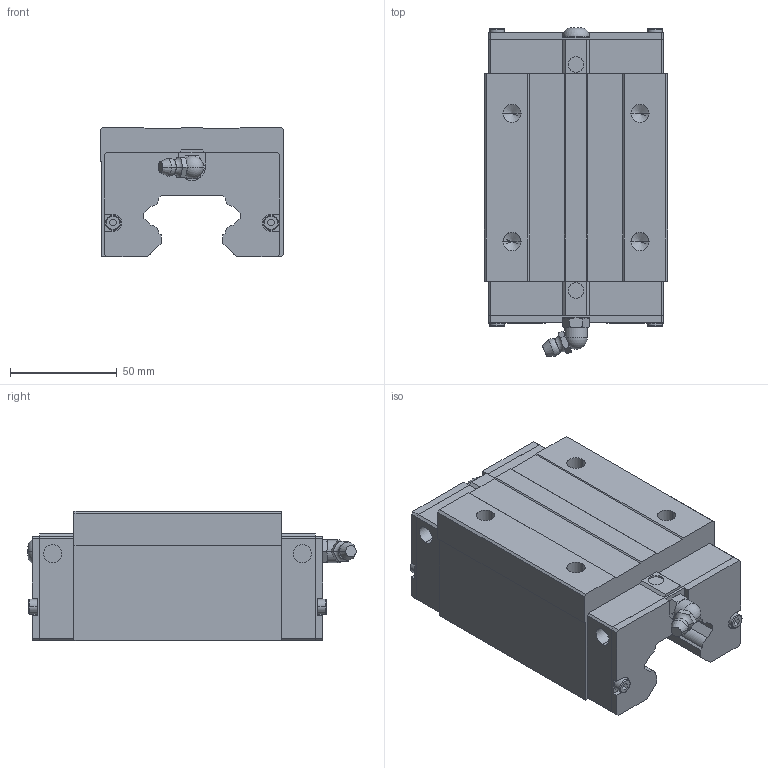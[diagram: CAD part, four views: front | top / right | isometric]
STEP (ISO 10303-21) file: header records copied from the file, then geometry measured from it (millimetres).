
FILE_DESCRIPTION(('STEP AP214'),'1');
FILE_NAME('cctmp_397DF7CC-A633-4DED-A272-7300AD49CD43_2020_4_23_15_48_34_227..stp','2020-04-23T13:48:34',('HIWIN GmbH'),('CADClick - www.CADClick.com'),'Spatial InterOp 3D',' ','unknown authorization');
FILE_SCHEMA(('AUTOMOTIVE_DESIGN'));
Length unit declared in the file: millimetre
Products named in the file (1): QHH45CAZ0H_FILE
Bounding box: 86 x 153.72 x 60.8 mm (x, y, z)
Volume: 511872.5 mm3; surface area: 60876.3 mm2
Topology: 1 solids, 6 shells, 291 faces, 749 edges, 475 vertices
Faces by surface type: plane 177, cylinder 60, torus 30, cone 22, sphere 2
Entity records: 11246 total; most frequent: CARTESIAN_POINT 1806, ORIENTED_EDGE 1478, DIRECTION 1470, EDGE_CURVE 739, LINE 504, VECTOR 504, AXIS2_PLACEMENT_3D 483, VERTEX_POINT 475
